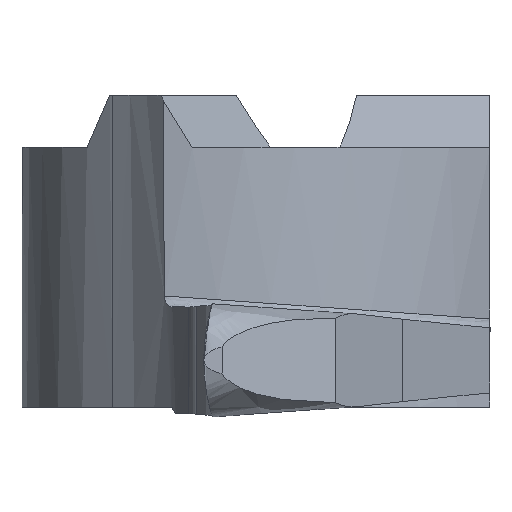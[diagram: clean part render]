
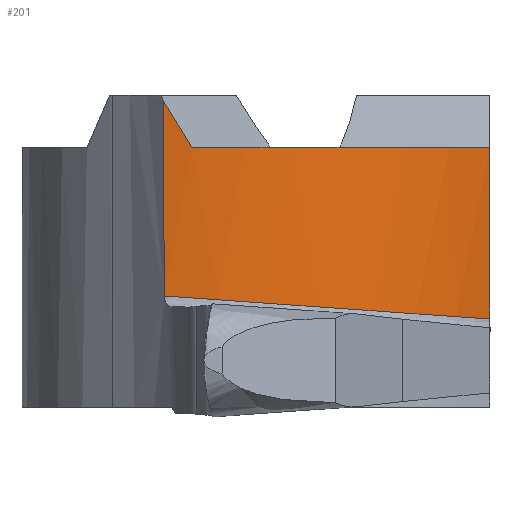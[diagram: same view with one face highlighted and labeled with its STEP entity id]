
A CAD part, left-side view. The second image highlights one B-rep face of the part: STEP entity #201.
In plain terms, the highlighted free-form (B-spline) face has degree [1, 3] with [2, 4] control points.
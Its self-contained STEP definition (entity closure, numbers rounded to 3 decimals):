
#46=(
BOUNDED_SURFACE()
B_SPLINE_SURFACE(1,3,((#1442,#1443,#1444,#1445),(#1446,#1447,#1448,#1449)),
 .UNSPECIFIED.,.F.,.F.,.F.)
B_SPLINE_SURFACE_WITH_KNOTS((2,2),(4,4),(0.,1.),(0.,1.),.UNSPECIFIED.)
GEOMETRIC_REPRESENTATION_ITEM()
RATIONAL_B_SPLINE_SURFACE(((1.,0.902,0.902,1.),
(1.,0.902,0.902,1.)))
REPRESENTATION_ITEM('')
SURFACE()
);
#100=FACE_OUTER_BOUND('',#256,.T.);
#201=ADVANCED_FACE('',(#100),#46,.T.);
#256=EDGE_LOOP('',(#457,#458,#459,#460,#461));
#288=CIRCLE('',#835,6.651);
#457=ORIENTED_EDGE('',*,*,#673,.T.);
#458=ORIENTED_EDGE('',*,*,#667,.T.);
#459=ORIENTED_EDGE('',*,*,#636,.T.);
#460=ORIENTED_EDGE('',*,*,#640,.F.);
#461=ORIENTED_EDGE('',*,*,#628,.F.);
#553=VERTEX_POINT('',#1191);
#554=VERTEX_POINT('',#1206);
#558=VERTEX_POINT('',#1244);
#559=VERTEX_POINT('',#1245);
#571=VERTEX_POINT('',#1364);
#628=EDGE_CURVE('',#553,#554,#726,.T.);
#636=EDGE_CURVE('',#558,#559,#730,.T.);
#640=EDGE_CURVE('',#554,#559,#731,.T.);
#667=EDGE_CURVE('',#571,#558,#740,.T.);
#673=EDGE_CURVE('',#553,#571,#288,.T.);
#726=B_SPLINE_CURVE_WITH_KNOTS('',3,(#1192,#1193,#1194,#1195,#1196,#1197,
#1198,#1199,#1200,#1201,#1202,#1203,#1204,#1205),.UNSPECIFIED.,.F.,.F.,
(4,2,2,2,2,2,4),(0.,0.166,0.332,0.498,
0.664,0.844,1.),.UNSPECIFIED.);
#730=B_SPLINE_CURVE_WITH_KNOTS('',3,(#1240,#1241,#1242,#1243),
 .UNSPECIFIED.,.F.,.F.,(4,4),(0.,1.),.UNSPECIFIED.);
#731=B_SPLINE_CURVE_WITH_KNOTS('',3,(#1251,#1252,#1253,#1254),
 .UNSPECIFIED.,.F.,.F.,(4,4),(0.,1.),.UNSPECIFIED.);
#740=B_SPLINE_CURVE_WITH_KNOTS('',3,(#1352,#1353,#1354,#1355,#1356,#1357,
#1358,#1359,#1360,#1361,#1362,#1363),.UNSPECIFIED.,.F.,.F.,(4,2,2,2,2,4),
(0.,0.25,0.501,0.751,0.968,
1.),.UNSPECIFIED.);
#835=AXIS2_PLACEMENT_3D('',#1425,#965,#966);
#965=DIRECTION('',(0.,-0.071,0.998));
#966=DIRECTION('',(0.,-0.998,-0.071));
#1191=CARTESIAN_POINT('',(-4.597,1.76,-2.962));
#1192=CARTESIAN_POINT('',(-4.597,1.76,-2.962));
#1193=CARTESIAN_POINT('',(-4.595,1.761,-2.754));
#1194=CARTESIAN_POINT('',(-4.593,1.763,-2.546));
#1195=CARTESIAN_POINT('',(-4.589,1.765,-2.129));
#1196=CARTESIAN_POINT('',(-4.587,1.767,-1.921));
#1197=CARTESIAN_POINT('',(-4.583,1.769,-1.504));
#1198=CARTESIAN_POINT('',(-4.581,1.771,-1.296));
#1199=CARTESIAN_POINT('',(-4.577,1.774,-0.879));
#1200=CARTESIAN_POINT('',(-4.576,1.775,-0.671));
#1201=CARTESIAN_POINT('',(-4.571,1.778,-0.235));
#1202=CARTESIAN_POINT('',(-4.569,1.78,-0.008));
#1203=CARTESIAN_POINT('',(-4.565,1.782,0.414));
#1204=CARTESIAN_POINT('',(-4.563,1.784,0.61));
#1205=CARTESIAN_POINT('',(-4.561,1.785,0.805));
#1206=CARTESIAN_POINT('',(-4.561,1.785,0.805));
#1240=CARTESIAN_POINT('',(-2.161,-4.5,-0.1));
#1241=CARTESIAN_POINT('',(-3.863,-3.133,-0.1));
#1242=CARTESIAN_POINT('',(-4.805,-0.951,-0.1));
#1243=CARTESIAN_POINT('',(-4.636,1.225,-0.1));
#1244=CARTESIAN_POINT('',(-2.161,-4.5,-0.1));
#1245=CARTESIAN_POINT('',(-4.636,1.225,-0.1));
#1251=CARTESIAN_POINT('',(-4.561,1.785,0.805));
#1252=CARTESIAN_POINT('',(-4.596,1.603,0.502));
#1253=CARTESIAN_POINT('',(-4.621,1.416,0.2));
#1254=CARTESIAN_POINT('',(-4.636,1.225,-0.1));
#1352=CARTESIAN_POINT('',(-1.84,-4.5,-3.406));
#1353=CARTESIAN_POINT('',(-1.868,-4.5,-3.13));
#1354=CARTESIAN_POINT('',(-1.895,-4.5,-2.854));
#1355=CARTESIAN_POINT('',(-1.95,-4.5,-2.303));
#1356=CARTESIAN_POINT('',(-1.977,-4.5,-2.027));
#1357=CARTESIAN_POINT('',(-2.031,-4.5,-1.475));
#1358=CARTESIAN_POINT('',(-2.057,-4.5,-1.2));
#1359=CARTESIAN_POINT('',(-2.106,-4.5,-0.685));
#1360=CARTESIAN_POINT('',(-2.129,-4.5,-0.446));
#1361=CARTESIAN_POINT('',(-2.155,-4.5,-0.171));
#1362=CARTESIAN_POINT('',(-2.158,-4.5,-0.136));
#1363=CARTESIAN_POINT('',(-2.161,-4.5,-0.1));
#1364=CARTESIAN_POINT('',(-1.84,-4.5,-3.406));
#1425=CARTESIAN_POINT('',(2.,0.917,-3.022));
#1442=CARTESIAN_POINT('',(-4.554,1.828,0.831));
#1443=CARTESIAN_POINT('',(-5.01,-0.698,0.652));
#1444=CARTESIAN_POINT('',(-4.075,-3.09,0.482));
#1445=CARTESIAN_POINT('',(-2.026,-4.642,0.372));
#1446=CARTESIAN_POINT('',(-4.587,1.83,-2.957));
#1447=CARTESIAN_POINT('',(-4.941,-0.709,-3.137));
#1448=CARTESIAN_POINT('',(-3.912,-3.058,-3.304));
#1449=CARTESIAN_POINT('',(-1.804,-4.525,-3.407));
